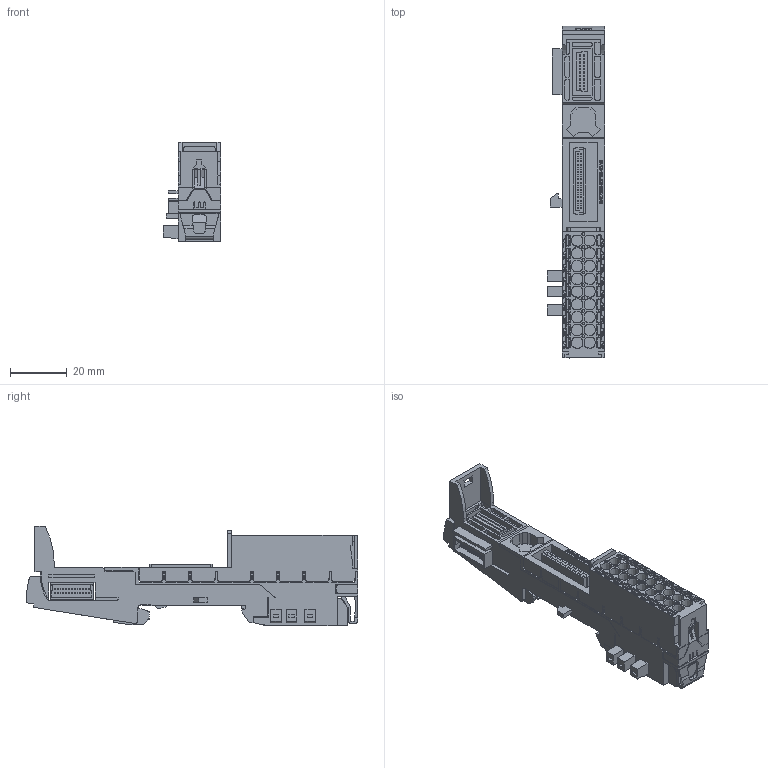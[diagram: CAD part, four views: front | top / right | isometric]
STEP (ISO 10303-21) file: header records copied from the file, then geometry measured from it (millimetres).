
FILE_DESCRIPTION(/* description */ (''),/* implementation_level */ '2;1');
FILE_NAME(/* name */ '6AG2193-6BP00-4BA0_3d.stp',/* time_stamp */ '2024-08-21T13:11:03+08:00',/* author */ (''),/* organization */ (''),/* preprocessor_version */ 'ST-DEVELOPER v18.102',/* originating_system */ 'SIEMENS PLM Software NX 2023',/* authorisation */ '');
FILE_SCHEMA (('AUTOMOTIVE_DESIGN { 1 0 10303 214 3 1 1 1 }'));
Products named in the file (3): A5E30864461A_RS-AA_005_1-Box; A5E53987788A_RS-AA_001_1-labeling; A5E53987743A_RS-AA_001_4-CAx_6AG21936BP004BA0
Assembly tree (2 placements, depth 2):
  A5E53987743A_RS-AA_001_4-CAx_6AG21936BP004BA0
    A5E53987788A_RS-AA_001_1-labeling
    A5E30864461A_RS-AA_005_1-Box
Bounding box: 20.41 x 117.04 x 35 mm (x, y, z)
Volume: 27388.7 mm3; surface area: 25210.5 mm2
Topology: 75 solids, 76 shells, 2893 faces, 7546 edges, 4986 vertices
Faces by surface type: plane 2394, cylinder 253, extrusion 246
Full cylindrical faces by diameter (mm): 1 x9
Entity records: 118346 total; most frequent: CARTESIAN_POINT 29428, ORIENTED_EDGE 15000, DIRECTION 12781, EDGE_CURVE 7500, VECTOR 6493, LINE 6247, VERTEX_POINT 4977, EDGE_LOOP 3203
